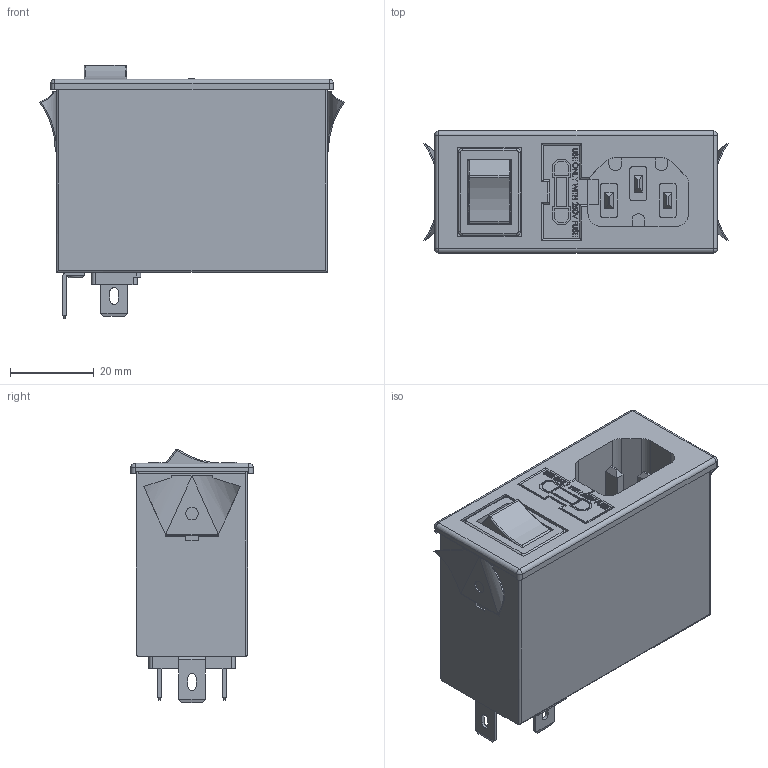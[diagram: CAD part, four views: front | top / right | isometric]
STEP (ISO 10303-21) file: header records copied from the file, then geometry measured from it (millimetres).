
FILE_DESCRIPTION (( 'STEP AP203' ), '1' );
FILE_NAME ('06AK2D(P).STEP', '2014-02-17T01:05:06', ( 'ken' ), ( '' ), 'SwSTEP 2.0', 'SolidWorks 2007', '' );
FILE_SCHEMA (( 'CONFIG_CONTROL_DESIGN' ));
Length unit declared in the file: millimetre
Products named in the file (1): 06AK2D(P)
Bounding box: 72.68 x 29.1 x 60.3 mm (x, y, z)
Volume: 73677.1 mm3; surface area: 16399.1 mm2
Topology: 1 solids, 1 shells, 632 faces, 1644 edges, 1062 vertices
Faces by surface type: plane 435, cylinder 101, bspline 75, torus 17, sphere 4
Entity records: 23276 total; most frequent: CARTESIAN_POINT 8217, ORIENTED_EDGE 3280, DIRECTION 2757, EDGE_CURVE 1640, VECTOR 1245, LINE 1245, VERTEX_POINT 1062, AXIS2_PLACEMENT_3D 756
